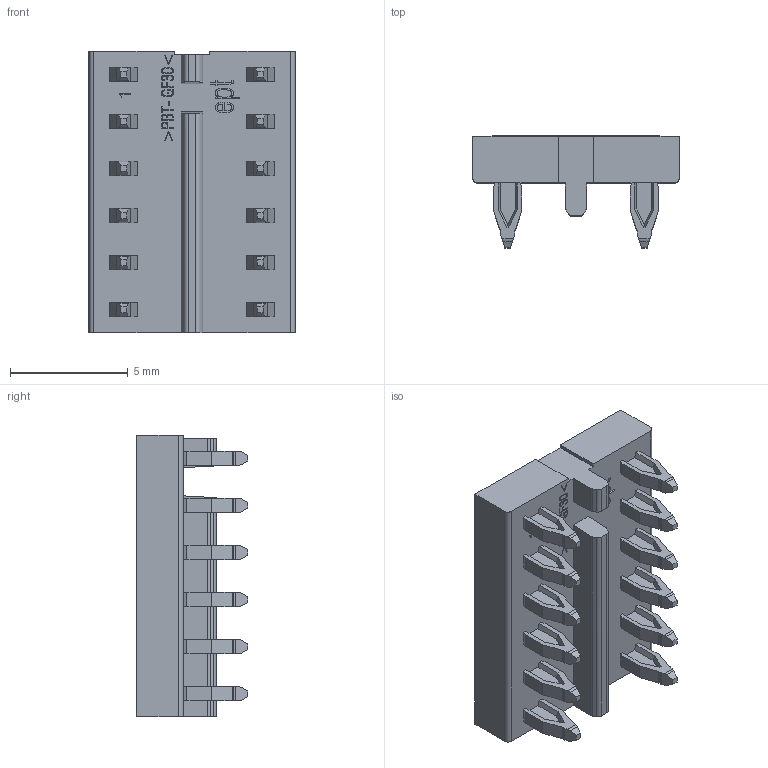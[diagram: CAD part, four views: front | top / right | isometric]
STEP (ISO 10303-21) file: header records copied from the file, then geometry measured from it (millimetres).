
FILE_DESCRIPTION (( 'STEP AP214' ), '1' );
FILE_NAME ('991-500600-1Z_3D.STEP', '2014-04-11T06:51:44', ( '' ), ( '' ), 'SwSTEP 2.0', 'SolidWorks 2012', '' );
FILE_SCHEMA (( 'AUTOMOTIVE_DESIGN' ));
Length unit declared in the file: millimetre
Products named in the file (1): 991-500600-1Z_3D
Bounding box: 8.75 x 4.75 x 11.95 mm (x, y, z)
Volume: 231.5 mm3; surface area: 435.7 mm2
Topology: 1 solids, 1 shells, 666 faces, 1878 edges, 1252 vertices
Faces by surface type: plane 537, bspline 71, cylinder 58
Entity records: 32400 total; most frequent: CARTESIAN_POINT 8380, ORIENTED_EDGE 3756, DIRECTION 2932, EDGE_CURVE 1878, LINE 1620, VECTOR 1620, VERTEX_POINT 1252, EDGE_LOOP 704
